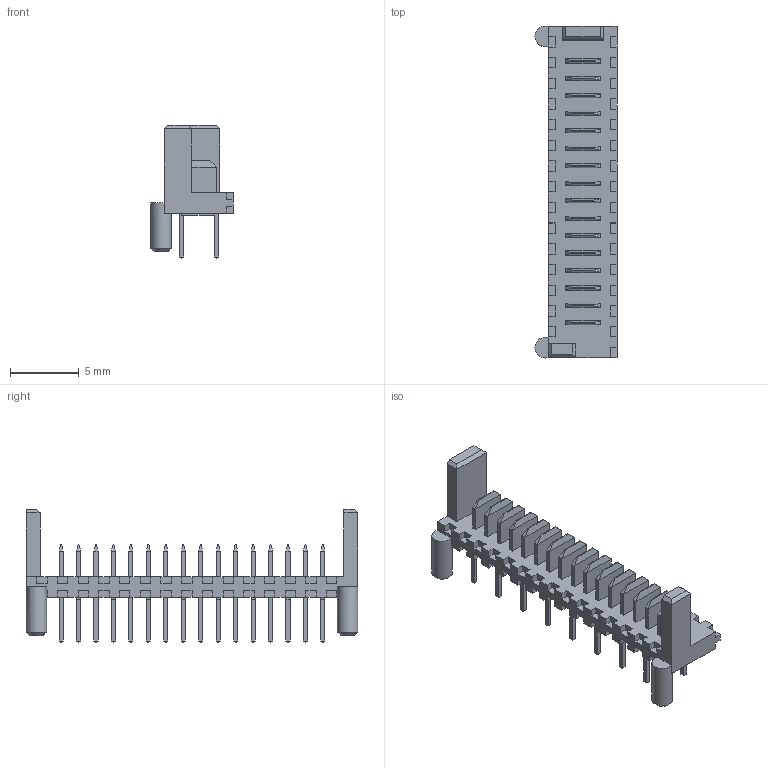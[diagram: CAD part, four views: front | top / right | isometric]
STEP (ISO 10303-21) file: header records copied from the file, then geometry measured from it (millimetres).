
FILE_DESCRIPTION(/* description */ ('model of Molex_Picoflex_90325-0016_2x08_P1.27mm_Vertical'),/* implementation_level */ '2;1');
FILE_NAME(/* name */ 'Molex_Picoflex_90325-0016_2x08_P1.27mm_Vertical.step',/* time_stamp */ '2017-12-05T00:05:01',/* author */ ('Ray Benitez',''),/* organization */ (''),/* preprocessor_version */ '',/* originating_system */ '',/* authorisation */ '');
FILE_SCHEMA(('AUTOMOTIVE_DESIGN { 1 0 10303 214 1 1 1 1 }'));
Length unit declared in the file: millimetre
Products named in the file (1): Molex_90325_0016
Bounding box: 5.98 x 24.15 x 9.7 mm (x, y, z)
Volume: 236.9 mm3; surface area: 725.7 mm2
Topology: 1 solids, 1 shells, 592 faces, 1572 edges, 1014 vertices
Faces by surface type: plane 588, cylinder 2, cone 2
Full cylindrical faces by diameter (mm): 1.5 x2
Entity records: 11988 total; most frequent: ORIENTED_EDGE 2460, CARTESIAN_POINT 1790, EDGE_CURVE 1572, LINE 1467, VERTEX_POINT 1014, FACE_BOUND 624, EDGE_LOOP 624, ADVANCED_FACE 592
